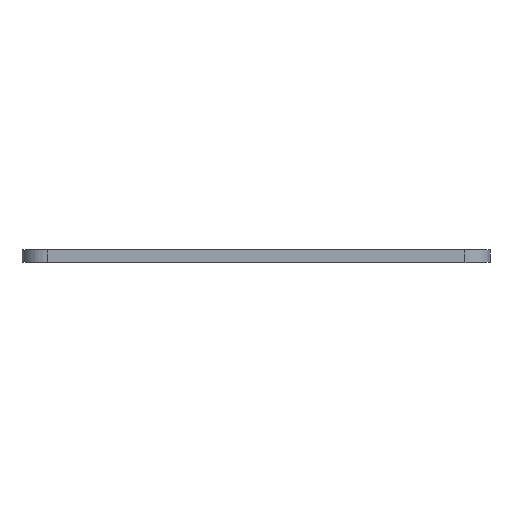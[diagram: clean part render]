
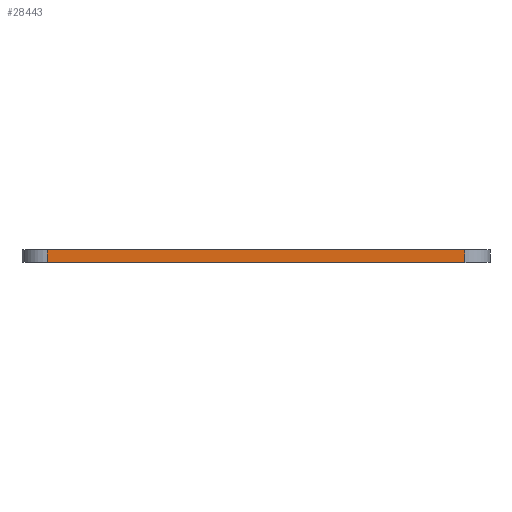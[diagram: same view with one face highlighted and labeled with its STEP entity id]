
A CAD part, front view. The second image highlights one B-rep face of the part: STEP entity #28443.
In plain terms, the highlighted planar face has unit normal (0, -1, 0).
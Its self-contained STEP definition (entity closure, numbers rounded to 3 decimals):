
#27818 = VERTEX_POINT('',#27819);
#27819 = CARTESIAN_POINT('',(53.,-146.,0.));
#27826 = EDGE_CURVE('',#27827,#27818,#27829,.T.);
#27827 = VERTEX_POINT('',#27828);
#27828 = CARTESIAN_POINT('',(103.,-146.,0.));
#27829 = LINE('',#27830,#27831);
#27830 = CARTESIAN_POINT('',(103.,-146.,0.));
#27831 = VECTOR('',#27832,1.);
#27832 = DIRECTION('',(-1.,0.,0.));
#28117 = VERTEX_POINT('',#28118);
#28118 = CARTESIAN_POINT('',(53.,-146.,1.51));
#28125 = EDGE_CURVE('',#28126,#28117,#28128,.T.);
#28126 = VERTEX_POINT('',#28127);
#28127 = CARTESIAN_POINT('',(103.,-146.,1.51));
#28128 = LINE('',#28129,#28130);
#28129 = CARTESIAN_POINT('',(103.,-146.,1.51));
#28130 = VECTOR('',#28131,1.);
#28131 = DIRECTION('',(-1.,0.,0.));
#28415 = EDGE_CURVE('',#27827,#28126,#28416,.T.);
#28416 = LINE('',#28417,#28418);
#28417 = CARTESIAN_POINT('',(103.,-146.,0.));
#28418 = VECTOR('',#28419,1.);
#28419 = DIRECTION('',(0.,0.,1.));
#28443 = ADVANCED_FACE('',(#28444),#28455,.T.);
#28444 = FACE_BOUND('',#28445,.T.);
#28445 = EDGE_LOOP('',(#28446,#28447,#28448,#28454));
#28446 = ORIENTED_EDGE('',*,*,#28415,.T.);
#28447 = ORIENTED_EDGE('',*,*,#28125,.T.);
#28448 = ORIENTED_EDGE('',*,*,#28449,.F.);
#28449 = EDGE_CURVE('',#27818,#28117,#28450,.T.);
#28450 = LINE('',#28451,#28452);
#28451 = CARTESIAN_POINT('',(53.,-146.,0.));
#28452 = VECTOR('',#28453,1.);
#28453 = DIRECTION('',(0.,0.,1.));
#28454 = ORIENTED_EDGE('',*,*,#27826,.F.);
#28455 = PLANE('',#28456);
#28456 = AXIS2_PLACEMENT_3D('',#28457,#28458,#28459);
#28457 = CARTESIAN_POINT('',(103.,-146.,0.));
#28458 = DIRECTION('',(0.,-1.,0.));
#28459 = DIRECTION('',(-1.,0.,0.));
